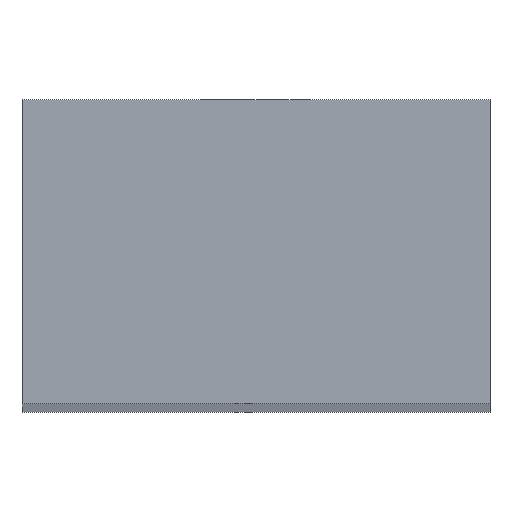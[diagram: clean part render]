
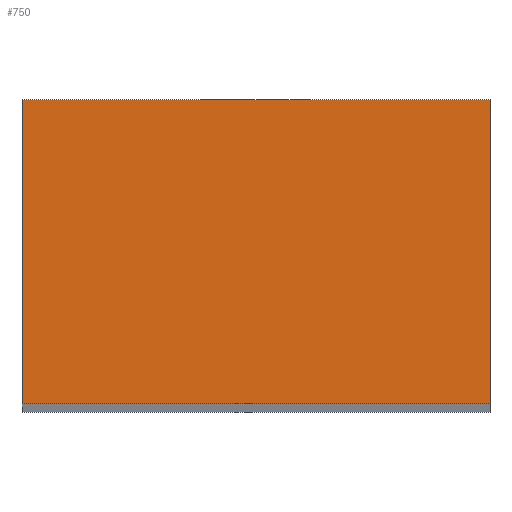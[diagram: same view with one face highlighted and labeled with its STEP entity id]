
A CAD part, top view. The second image highlights one B-rep face of the part: STEP entity #750.
In plain terms, the highlighted planar face has unit normal (0, 0, 1).
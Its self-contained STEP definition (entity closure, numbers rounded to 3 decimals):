
#22 = DIRECTION ( 'NONE',  ( 0., -1., 0. ) ) ;
#30 = VERTEX_POINT ( 'NONE', #350 ) ;
#44 = VERTEX_POINT ( 'NONE', #489 ) ;
#47 = CARTESIAN_POINT ( 'NONE',  ( 10., 0., 0. ) ) ;
#52 = DIRECTION ( 'NONE',  ( 0., 0., -1. ) ) ;
#61 = ORIENTED_EDGE ( 'NONE', *, *, #250, .F. ) ;
#94 = VERTEX_POINT ( 'NONE', #775 ) ;
#158 = ORIENTED_EDGE ( 'NONE', *, *, #881, .F. ) ;
#186 = VECTOR ( 'NONE', #931, 1000. ) ;
#202 = DIRECTION ( 'NONE',  ( -1., 0., 0. ) ) ;
#250 = EDGE_CURVE ( 'NONE', #933, #44, #382, .T. ) ;
#350 = CARTESIAN_POINT ( 'NONE',  ( 10., 13., 0. ) ) ;
#382 = LINE ( 'NONE', #924, #186 ) ;
#388 = FACE_OUTER_BOUND ( 'NONE', #565, .T. ) ;
#389 = DIRECTION ( 'NONE',  ( -1., 0., 0. ) ) ;
#403 = VECTOR ( 'NONE', #22, 1000. ) ;
#418 = PLANE ( 'NONE',  #756 ) ;
#427 = LINE ( 'NONE', #677, #403 ) ;
#437 = VECTOR ( 'NONE', #389, 1000. ) ;
#451 = EDGE_CURVE ( 'NONE', #30, #94, #630, .T. ) ;
#489 = CARTESIAN_POINT ( 'NONE',  ( -10., 0., 0. ) ) ;
#513 = ORIENTED_EDGE ( 'NONE', *, *, #954, .T. ) ;
#565 = EDGE_LOOP ( 'NONE', ( #513, #61, #158, #877 ) ) ;
#592 = CARTESIAN_POINT ( 'NONE',  ( 10., 0., 0. ) ) ;
#630 = LINE ( 'NONE', #910, #437 ) ;
#640 = LINE ( 'NONE', #749, #815 ) ;
#677 = CARTESIAN_POINT ( 'NONE',  ( -10., 0., 0. ) ) ;
#683 = DIRECTION ( 'NONE',  ( 0., -1., 0. ) ) ;
#749 = CARTESIAN_POINT ( 'NONE',  ( 10., 0., 0. ) ) ;
#750 = ADVANCED_FACE ( 'NONE', ( #388 ), #418, .F. ) ;
#756 = AXIS2_PLACEMENT_3D ( 'NONE', #47, #52, #202 ) ;
#775 = CARTESIAN_POINT ( 'NONE',  ( -10., 13., 0. ) ) ;
#815 = VECTOR ( 'NONE', #683, 1000. ) ;
#877 = ORIENTED_EDGE ( 'NONE', *, *, #451, .T. ) ;
#881 = EDGE_CURVE ( 'NONE', #30, #933, #640, .T. ) ;
#910 = CARTESIAN_POINT ( 'NONE',  ( 10., 13., 0. ) ) ;
#924 = CARTESIAN_POINT ( 'NONE',  ( 10., 0., 0. ) ) ;
#931 = DIRECTION ( 'NONE',  ( -1., 0., 0. ) ) ;
#933 = VERTEX_POINT ( 'NONE', #592 ) ;
#954 = EDGE_CURVE ( 'NONE', #94, #44, #427, .T. ) ;
